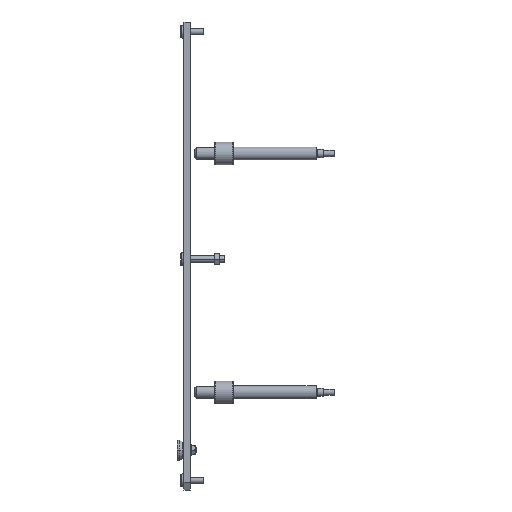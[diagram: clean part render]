
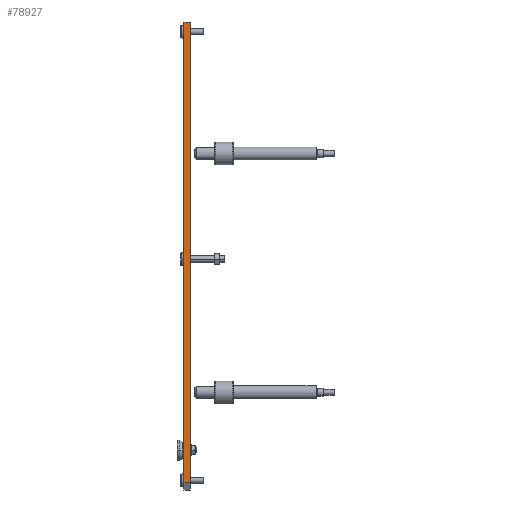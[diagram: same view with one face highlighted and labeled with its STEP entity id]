
A CAD part, left-side view. The second image highlights one B-rep face of the part: STEP entity #78927.
In plain terms, the highlighted planar face has unit normal (-1, 0, 0).
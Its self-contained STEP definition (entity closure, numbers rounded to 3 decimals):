
#2764 = AXIS2_PLACEMENT_3D ( 'NONE', #3307, #74249, #56760 ) ;
#3307 = CARTESIAN_POINT ( 'NONE',  ( -175., 2., 145. ) ) ;
#3920 = DIRECTION ( 'NONE',  ( 0., -1., 0. ) ) ;
#4637 = DIRECTION ( 'NONE',  ( 0., 0., 1. ) ) ;
#5319 = VECTOR ( 'NONE', #79529, 1000. ) ;
#5792 = CARTESIAN_POINT ( 'NONE',  ( -175., -2., 145. ) ) ;
#6902 = CARTESIAN_POINT ( 'NONE',  ( -175., 2., -140.1 ) ) ;
#8685 = CARTESIAN_POINT ( 'NONE',  ( -175., 2., -140.1 ) ) ;
#16506 = VECTOR ( 'NONE', #51452, 1000. ) ;
#17263 = ORIENTED_EDGE ( 'NONE', *, *, #98966, .T. ) ;
#17794 = LINE ( 'NONE', #101238, #109326 ) ;
#21320 = CARTESIAN_POINT ( 'NONE',  ( -175., -2., 145. ) ) ;
#26037 = CARTESIAN_POINT ( 'NONE',  ( -175., 2., 145. ) ) ;
#32354 = ORIENTED_EDGE ( 'NONE', *, *, #76966, .T. ) ;
#51452 = DIRECTION ( 'NONE',  ( 0., -1., 0. ) ) ;
#56760 = DIRECTION ( 'NONE',  ( 0., 0., -1. ) ) ;
#59478 = FACE_OUTER_BOUND ( 'NONE', #77066, .T. ) ;
#61993 = VERTEX_POINT ( 'NONE', #8685 ) ;
#63850 = VERTEX_POINT ( 'NONE', #65786 ) ;
#65786 = CARTESIAN_POINT ( 'NONE',  ( -175., -2., -140.1 ) ) ;
#67683 = LINE ( 'NONE', #26037, #5319 ) ;
#71579 = EDGE_CURVE ( 'NONE', #96673, #84806, #17794, .T. ) ;
#74249 = DIRECTION ( 'NONE',  ( 1., 0., 0. ) ) ;
#76966 = EDGE_CURVE ( 'NONE', #63850, #84806, #83531, .T. ) ;
#77066 = EDGE_LOOP ( 'NONE', ( #104793, #17263, #32354, #106782 ) ) ;
#78927 = ADVANCED_FACE ( 'NONE', ( #59478 ), #91663, .F. ) ;
#79529 = DIRECTION ( 'NONE',  ( 0., 0., 1. ) ) ;
#83531 = LINE ( 'NONE', #5792, #112702 ) ;
#84806 = VERTEX_POINT ( 'NONE', #21320 ) ;
#91663 = PLANE ( 'NONE',  #2764 ) ;
#96673 = VERTEX_POINT ( 'NONE', #102940 ) ;
#98966 = EDGE_CURVE ( 'NONE', #61993, #63850, #115026, .T. ) ;
#101238 = CARTESIAN_POINT ( 'NONE',  ( -175., 2., 145. ) ) ;
#102940 = CARTESIAN_POINT ( 'NONE',  ( -175., 2., 145. ) ) ;
#104793 = ORIENTED_EDGE ( 'NONE', *, *, #110785, .F. ) ;
#106782 = ORIENTED_EDGE ( 'NONE', *, *, #71579, .F. ) ;
#109326 = VECTOR ( 'NONE', #3920, 1000. ) ;
#110785 = EDGE_CURVE ( 'NONE', #61993, #96673, #67683, .T. ) ;
#112702 = VECTOR ( 'NONE', #4637, 1000. ) ;
#115026 = LINE ( 'NONE', #6902, #16506 ) ;
